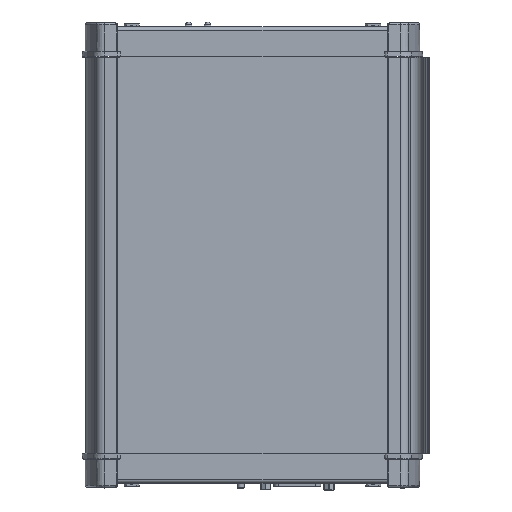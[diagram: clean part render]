
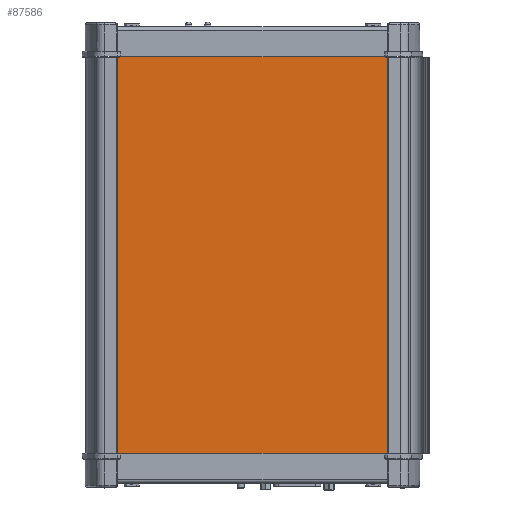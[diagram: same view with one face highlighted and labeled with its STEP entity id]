
A CAD part, left-side view. The second image highlights one B-rep face of the part: STEP entity #87586.
In plain terms, the highlighted planar face has unit normal (-1, 0, 0).
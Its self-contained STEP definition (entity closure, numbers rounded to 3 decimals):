
#1428 = AXIS2_PLACEMENT_3D ( 'NONE', #101848, #16982, #16590 ) ;
#9676 = EDGE_CURVE ( 'NONE', #43779, #32133, #43172, .T. ) ;
#12113 = DIRECTION ( 'NONE',  ( 0., 0., 1. ) ) ;
#16590 = DIRECTION ( 'NONE',  ( 0., -1., 0. ) ) ;
#16759 = LINE ( 'NONE', #97812, #112046 ) ;
#16982 = DIRECTION ( 'NONE',  ( -1., 0., 0. ) ) ;
#17617 = ORIENTED_EDGE ( 'NONE', *, *, #115860, .F. ) ;
#27026 = VECTOR ( 'NONE', #89308, 1000. ) ;
#27869 = EDGE_LOOP ( 'NONE', ( #17617, #31475, #104346, #56111 ) ) ;
#30361 = VECTOR ( 'NONE', #58780, 1000. ) ;
#31475 = ORIENTED_EDGE ( 'NONE', *, *, #9676, .T. ) ;
#32133 = VERTEX_POINT ( 'NONE', #94521 ) ;
#38452 = VERTEX_POINT ( 'NONE', #58248 ) ;
#43172 = LINE ( 'NONE', #111367, #96842 ) ;
#43431 = DIRECTION ( 'NONE',  ( 0., -1., 0. ) ) ;
#43779 = VERTEX_POINT ( 'NONE', #105456 ) ;
#44905 = LINE ( 'NONE', #68593, #27026 ) ;
#56111 = ORIENTED_EDGE ( 'NONE', *, *, #107487, .T. ) ;
#58248 = CARTESIAN_POINT ( 'NONE',  ( -67.05, 19.06, 106.3 ) ) ;
#58780 = DIRECTION ( 'NONE',  ( 0., 1., 0. ) ) ;
#62313 = PLANE ( 'NONE',  #1428 ) ;
#68593 = CARTESIAN_POINT ( 'NONE',  ( -67.05, 19.06, -0.25 ) ) ;
#69054 = CARTESIAN_POINT ( 'NONE',  ( -67.05, 168.3, 106.3 ) ) ;
#87586 = ADVANCED_FACE ( 'NONE', ( #95514 ), #62313, .T. ) ;
#89308 = DIRECTION ( 'NONE',  ( 0., 0., 1. ) ) ;
#94521 = CARTESIAN_POINT ( 'NONE',  ( -67.05, 19.06, -106.8 ) ) ;
#95514 = FACE_OUTER_BOUND ( 'NONE', #27869, .T. ) ;
#96842 = VECTOR ( 'NONE', #43431, 1000. ) ;
#97812 = CARTESIAN_POINT ( 'NONE',  ( -67.05, 168.3, 106.3 ) ) ;
#100086 = VERTEX_POINT ( 'NONE', #69054 ) ;
#101848 = CARTESIAN_POINT ( 'NONE',  ( -67.05, 129.53, -0.25 ) ) ;
#104346 = ORIENTED_EDGE ( 'NONE', *, *, #117278, .T. ) ;
#105456 = CARTESIAN_POINT ( 'NONE',  ( -67.05, 168.3, -106.8 ) ) ;
#107487 = EDGE_CURVE ( 'NONE', #38452, #100086, #110830, .T. ) ;
#110830 = LINE ( 'NONE', #115855, #30361 ) ;
#111367 = CARTESIAN_POINT ( 'NONE',  ( -67.05, 129.53, -106.8 ) ) ;
#112046 = VECTOR ( 'NONE', #12113, 1000. ) ;
#115855 = CARTESIAN_POINT ( 'NONE',  ( -67.05, 129.53, 106.3 ) ) ;
#115860 = EDGE_CURVE ( 'NONE', #43779, #100086, #16759, .T. ) ;
#117278 = EDGE_CURVE ( 'NONE', #32133, #38452, #44905, .T. ) ;
